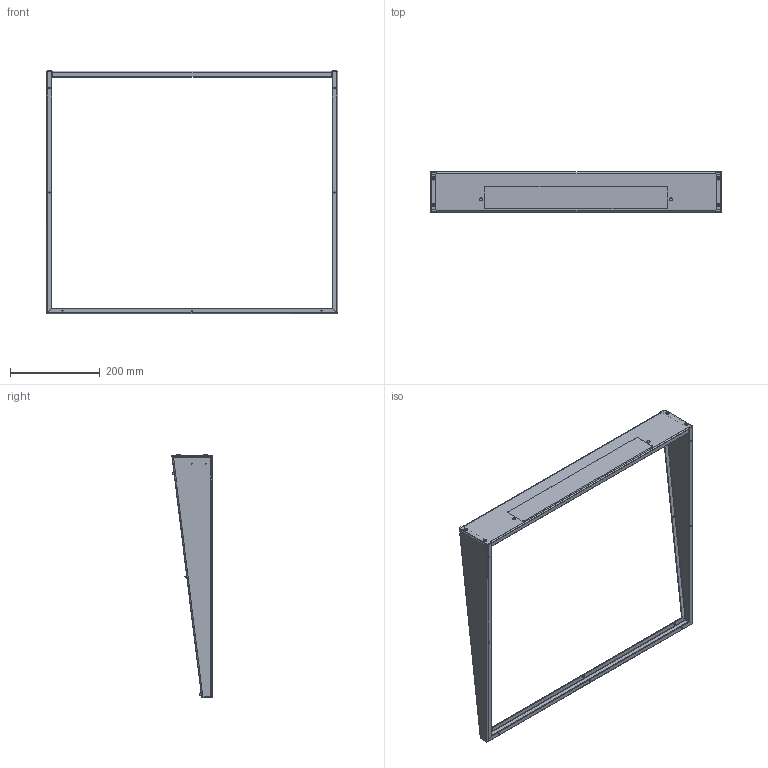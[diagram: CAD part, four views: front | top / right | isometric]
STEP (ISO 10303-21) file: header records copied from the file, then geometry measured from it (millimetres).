
FILE_DESCRIPTION (( 'STEP AP214' ), '1' );
FILE_NAME ('INGUN_111426.STEP', '2021-10-11T07:03:53', ( '' ), ( '' ), 'SwSTEP 2.0', 'SolidWorks 2018', '' );
FILE_SCHEMA (( 'AUTOMOTIVE_DESIGN' ));
Length unit declared in the file: millimetre
Products named in the file (7): 111505~0_S; ISO7380~n_M03,0x006; INGUN_111426; ISO7380~n_M04,0x006; 111502~0_S; 111428~1; 111427~1_S
Assembly tree (15 placements, depth 3):
  INGUN_111426
    111502~0_S
      111427~1_S
      ISO7380~n_M03,0x006  x7
    111505~0_S
      111428~1
      ISO7380~n_M04,0x006  x4
Bounding box: 650 x 90 x 544.2 mm (x, y, z)
Volume: 360047.8 mm3; surface area: 375806.6 mm2
Topology: 13 solids, 13 shells, 581 faces, 1465 edges, 932 vertices
Faces by surface type: cylinder 337, plane 192, cone 22, torus 22, bspline 8
Entity records: 10590 total; most frequent: CARTESIAN_POINT 1978, DIRECTION 1750, ORIENTED_EDGE 1652, EDGE_CURVE 826, AXIS2_PLACEMENT_3D 618, VERTEX_POINT 518, VECTOR 514, LINE 514
